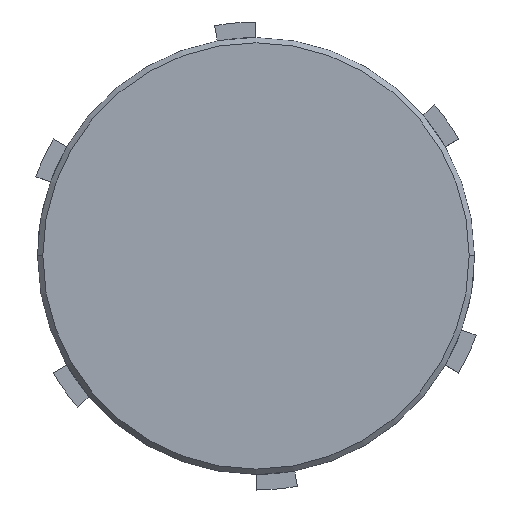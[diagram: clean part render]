
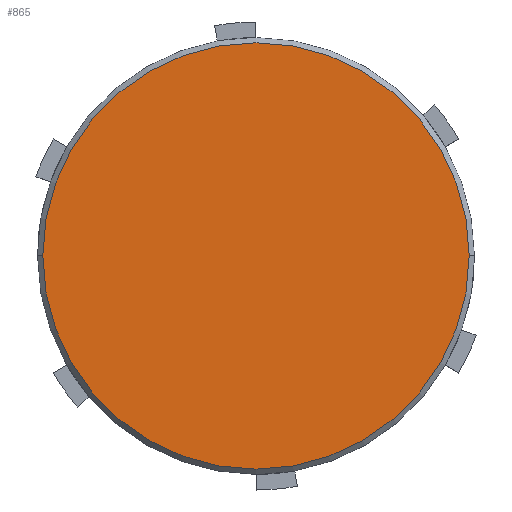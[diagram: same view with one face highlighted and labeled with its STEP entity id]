
A CAD part, top view. The second image highlights one B-rep face of the part: STEP entity #865.
In plain terms, the highlighted planar face has unit normal (0, 0, 1).
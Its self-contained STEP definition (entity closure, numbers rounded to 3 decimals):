
#49 = EDGE_CURVE ( 'NONE', #638, #798, #647, .T. ) ;
#142 = AXIS2_PLACEMENT_3D ( 'NONE', #240, #325, #876 ) ;
#233 = AXIS2_PLACEMENT_3D ( 'NONE', #722, #256, #790 ) ;
#240 = CARTESIAN_POINT ( 'NONE',  ( 0., 0., 2. ) ) ;
#256 = DIRECTION ( 'NONE',  ( 0., 0., 1. ) ) ;
#277 = EDGE_CURVE ( 'NONE', #798, #638, #408, .T. ) ;
#325 = DIRECTION ( 'NONE',  ( 0., 0., 1. ) ) ;
#408 = CIRCLE ( 'NONE', #142, 20.5 ) ;
#437 = DIRECTION ( 'NONE',  ( 1., 0., 0. ) ) ;
#493 = ORIENTED_EDGE ( 'NONE', *, *, #49, .T. ) ;
#497 = CARTESIAN_POINT ( 'NONE',  ( 0., 0., 2. ) ) ;
#562 = FACE_OUTER_BOUND ( 'NONE', #589, .T. ) ;
#565 = ORIENTED_EDGE ( 'NONE', *, *, #277, .T. ) ;
#587 = DIRECTION ( 'NONE',  ( 0., 0., 1. ) ) ;
#589 = EDGE_LOOP ( 'NONE', ( #565, #493 ) ) ;
#638 = VERTEX_POINT ( 'NONE', #990 ) ;
#647 = CIRCLE ( 'NONE', #948, 20.5 ) ;
#672 = PLANE ( 'NONE',  #233 ) ;
#722 = CARTESIAN_POINT ( 'NONE',  ( 0., 0., 2. ) ) ;
#790 = DIRECTION ( 'NONE',  ( 1., 0., 0. ) ) ;
#798 = VERTEX_POINT ( 'NONE', #949 ) ;
#865 = ADVANCED_FACE ( 'NONE', ( #562 ), #672, .T. ) ;
#876 = DIRECTION ( 'NONE',  ( 1., 0., 0. ) ) ;
#948 = AXIS2_PLACEMENT_3D ( 'NONE', #497, #587, #437 ) ;
#949 = CARTESIAN_POINT ( 'NONE',  ( -20.5, 0., 2. ) ) ;
#990 = CARTESIAN_POINT ( 'NONE',  ( 20.5, 0., 2. ) ) ;
